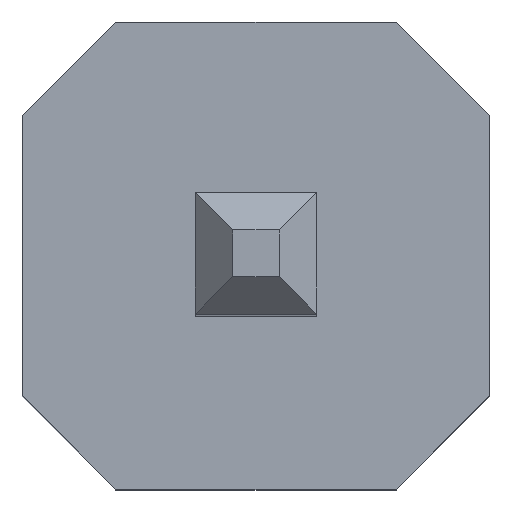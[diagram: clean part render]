
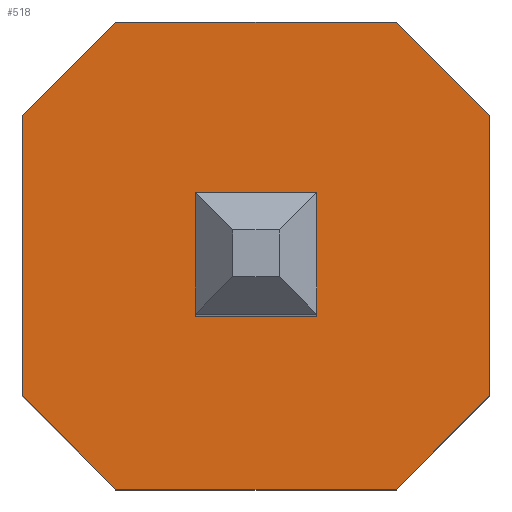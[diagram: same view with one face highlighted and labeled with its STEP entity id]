
A CAD part, top view. The second image highlights one B-rep face of the part: STEP entity #518.
In plain terms, the highlighted planar face has unit normal (0, 0, 1).
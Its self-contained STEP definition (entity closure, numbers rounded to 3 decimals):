
#15=FACE_BOUND('',#73,.T.);
#43=FACE_OUTER_BOUND('',#72,.T.);
#72=EDGE_LOOP('',(#422,#423,#424,#425,#426,#427,#428,#429));
#73=EDGE_LOOP('',(#430,#431,#432,#433));
#104=LINE('',#753,#168);
#107=LINE('',#758,#171);
#109=LINE('',#763,#173);
#112=LINE('',#769,#176);
#116=LINE('',#779,#180);
#119=LINE('',#785,#183);
#122=LINE('',#791,#186);
#125=LINE('',#797,#189);
#128=LINE('',#803,#192);
#131=LINE('',#809,#195);
#134=LINE('',#815,#198);
#137=LINE('',#819,#201);
#168=VECTOR('',#623,10.);
#171=VECTOR('',#628,10.);
#173=VECTOR('',#634,10.);
#176=VECTOR('',#641,10.);
#180=VECTOR('',#649,10.);
#183=VECTOR('',#654,10.);
#186=VECTOR('',#659,10.);
#189=VECTOR('',#664,10.);
#192=VECTOR('',#669,10.);
#195=VECTOR('',#674,10.);
#198=VECTOR('',#679,10.);
#201=VECTOR('',#684,10.);
#221=VERTEX_POINT('',#750);
#222=VERTEX_POINT('',#752);
#223=VERTEX_POINT('',#756);
#224=VERTEX_POINT('',#761);
#228=VERTEX_POINT('',#776);
#229=VERTEX_POINT('',#778);
#231=VERTEX_POINT('',#784);
#233=VERTEX_POINT('',#790);
#235=VERTEX_POINT('',#796);
#237=VERTEX_POINT('',#802);
#239=VERTEX_POINT('',#808);
#241=VERTEX_POINT('',#814);
#272=EDGE_CURVE('',#222,#221,#104,.T.);
#275=EDGE_CURVE('',#221,#223,#107,.T.);
#277=EDGE_CURVE('',#223,#224,#109,.T.);
#280=EDGE_CURVE('',#224,#222,#112,.T.);
#284=EDGE_CURVE('',#229,#228,#116,.T.);
#287=EDGE_CURVE('',#231,#229,#119,.T.);
#290=EDGE_CURVE('',#233,#231,#122,.T.);
#293=EDGE_CURVE('',#235,#233,#125,.T.);
#296=EDGE_CURVE('',#237,#235,#128,.T.);
#299=EDGE_CURVE('',#239,#237,#131,.T.);
#302=EDGE_CURVE('',#241,#239,#134,.T.);
#305=EDGE_CURVE('',#228,#241,#137,.T.);
#422=ORIENTED_EDGE('',*,*,#305,.T.);
#423=ORIENTED_EDGE('',*,*,#302,.T.);
#424=ORIENTED_EDGE('',*,*,#299,.T.);
#425=ORIENTED_EDGE('',*,*,#296,.T.);
#426=ORIENTED_EDGE('',*,*,#293,.T.);
#427=ORIENTED_EDGE('',*,*,#290,.T.);
#428=ORIENTED_EDGE('',*,*,#287,.T.);
#429=ORIENTED_EDGE('',*,*,#284,.T.);
#430=ORIENTED_EDGE('',*,*,#280,.T.);
#431=ORIENTED_EDGE('',*,*,#272,.T.);
#432=ORIENTED_EDGE('',*,*,#275,.T.);
#433=ORIENTED_EDGE('',*,*,#277,.T.);
#461=PLANE('',#566);
#518=ADVANCED_FACE('',(#43,#15),#461,.T.);
#566=AXIS2_PLACEMENT_3D('',#821,#687,#688);
#623=DIRECTION('',(1.,0.,0.));
#628=DIRECTION('',(0.,-1.,0.));
#634=DIRECTION('',(-1.,0.,0.));
#641=DIRECTION('',(0.,1.,0.));
#649=DIRECTION('',(0.707,0.707,0.));
#654=DIRECTION('',(1.,0.,0.));
#659=DIRECTION('',(0.707,-0.707,0.));
#664=DIRECTION('',(0.,-1.,0.));
#669=DIRECTION('',(-0.707,-0.707,0.));
#674=DIRECTION('',(-1.,0.,0.));
#679=DIRECTION('',(-0.707,0.707,0.));
#684=DIRECTION('',(0.,1.,0.));
#687=DIRECTION('center_axis',(0.,0.,1.));
#688=DIRECTION('ref_axis',(1.,0.,0.));
#750=CARTESIAN_POINT('',(0.325,0.325,2.54));
#752=CARTESIAN_POINT('',(-0.325,0.325,2.54));
#753=CARTESIAN_POINT('',(0.163,0.325,2.54));
#756=CARTESIAN_POINT('',(0.325,-0.325,2.54));
#758=CARTESIAN_POINT('',(0.325,-0.163,2.54));
#761=CARTESIAN_POINT('',(-0.325,-0.325,2.54));
#763=CARTESIAN_POINT('',(-0.163,-0.325,2.54));
#769=CARTESIAN_POINT('',(-0.325,0.163,2.54));
#776=CARTESIAN_POINT('',(1.25,-0.75,2.54));
#778=CARTESIAN_POINT('',(0.75,-1.25,2.54));
#779=CARTESIAN_POINT('',(1.25,-0.75,2.54));
#784=CARTESIAN_POINT('',(-0.75,-1.25,2.54));
#785=CARTESIAN_POINT('',(0.,-1.25,2.54));
#790=CARTESIAN_POINT('',(-1.25,-0.75,2.54));
#791=CARTESIAN_POINT('',(-0.75,-1.25,2.54));
#796=CARTESIAN_POINT('',(-1.25,0.75,2.54));
#797=CARTESIAN_POINT('',(-1.25,-0.75,2.54));
#802=CARTESIAN_POINT('',(-0.75,1.25,2.54));
#803=CARTESIAN_POINT('',(-1.25,0.75,2.54));
#808=CARTESIAN_POINT('',(0.75,1.25,2.54));
#809=CARTESIAN_POINT('',(-0.75,1.25,2.54));
#814=CARTESIAN_POINT('',(1.25,0.75,2.54));
#815=CARTESIAN_POINT('',(0.75,1.25,2.54));
#819=CARTESIAN_POINT('',(1.25,0.75,2.54));
#821=CARTESIAN_POINT('Origin',(0.,0.,2.54));
